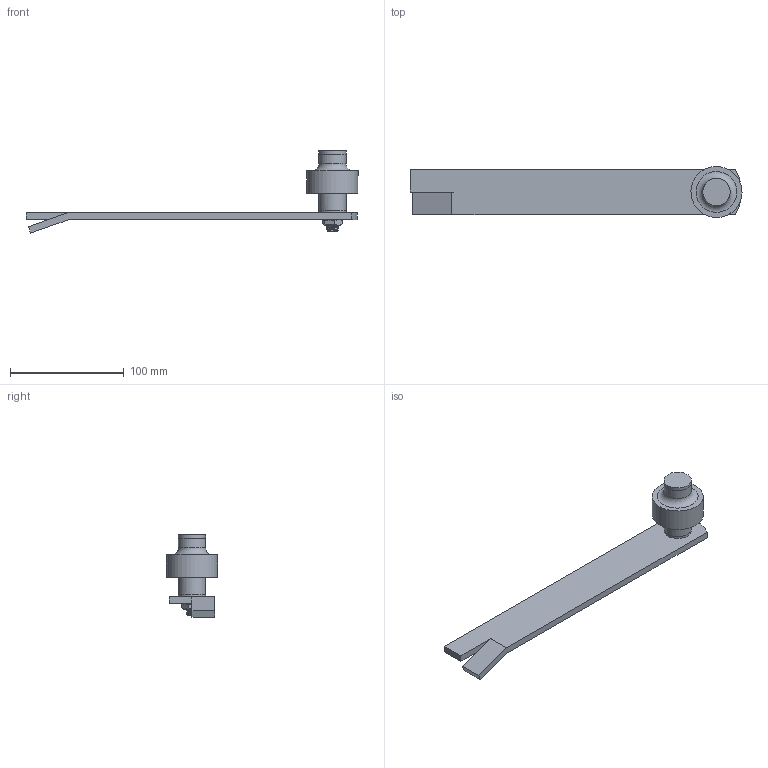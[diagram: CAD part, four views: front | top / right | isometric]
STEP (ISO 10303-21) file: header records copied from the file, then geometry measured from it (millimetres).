
FILE_DESCRIPTION(/* description */ (''),/* implementation_level */ '2;1');
FILE_NAME(/* name */ '1091.stp',/* time_stamp */ '2016-11-16T15:42:58+01:00',/* author */ ('Giuliano'),/* organization */ (''),/* preprocessor_version */ 'ST-DEVELOPER v16.5',/* originating_system */ 'Autodesk Inventor 2017',/* authorisation */ '');
FILE_SCHEMA (('AUTOMOTIVE_DESIGN { 1 0 10303 214 3 1 1 }'));
Length unit declared in the file: millimetre
Products named in the file (6): 1091; 14596; 16715; 1092V_c; ISO 4035 - M10; 15741
Assembly tree (5 placements, depth 2):
  1091
    14596
    16715
    1092V_c
    ISO 4035 - M10
    15741
Bounding box: 292.48 x 44.97 x 72.5 mm (x, y, z)
Volume: 110634.2 mm3; surface area: 47787 mm2
Topology: 5 solids, 5 shells, 76 faces, 176 edges, 115 vertices
Faces by surface type: plane 49, cylinder 19, cone 5, bspline 2, torus 1
Full cylindrical faces by diameter (mm): 8.376 x1, 11.8 x1, 12 x1, 12.1 x1, 16 x1, 17 x1, 24 x4, 45 x1
Entity records: 3466 total; most frequent: CARTESIAN_POINT 1611, DIRECTION 364, ORIENTED_EDGE 316, EDGE_CURVE 158, AXIS2_PLACEMENT_3D 140, VERTEX_POINT 113, EDGE_LOOP 105, LINE 84
